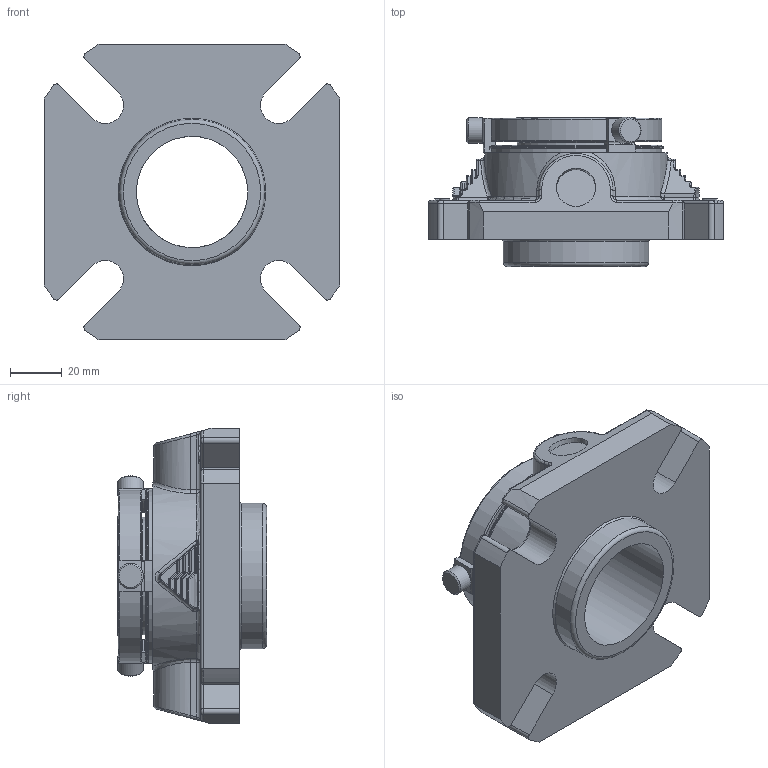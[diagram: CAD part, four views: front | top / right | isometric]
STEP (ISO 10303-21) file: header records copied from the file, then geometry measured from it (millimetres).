
FILE_DESCRIPTION(/* description */ ('Unknown'),/* implementation_level */ '2;1');
FILE_NAME(/* name */ '43mm SMSS SEAL ARRANGEMENT',/* time_stamp */ '2023-04-18T11:42:32+01:00',/* author */ ('Unknown'),/* organization */ ('Unknown'),/* preprocessor_version */ 'ST-DEVELOPER v18.102',/* originating_system */ 'Solid Edge',/* authorisation */ 'Unknown');
FILE_SCHEMA (('AUTOMOTIVE_DESIGN {1 0 10303 214 3 1 1}'));
Length unit declared in the file: millimetre
Products named in the file (1): 43mm
Bounding box: 114.3 x 57.63 x 114.3 mm (x, y, z)
Volume: 244148.4 mm3; surface area: 50278.5 mm2
Topology: 1 solids, 1 shells, 827 faces, 2147 edges, 1350 vertices
Faces by surface type: plane 268, cylinder 268, bspline 169, torus 77, sphere 36, cone 9
Full cylindrical faces by diameter (mm): 4.071 x2, 10 x3, 15.25 x2, 43 x1, 45.39 x1, 46.253 x2, 56.109 x1, 66.167 x2, 67.691 x1
Entity records: 27902 total; most frequent: CARTESIAN_POINT 8671, ORIENTED_EDGE 4192, DIRECTION 3710, EDGE_CURVE 2096, AXIS2_PLACEMENT_3D 1354, VERTEX_POINT 1333, LINE 1002, VECTOR 1002
